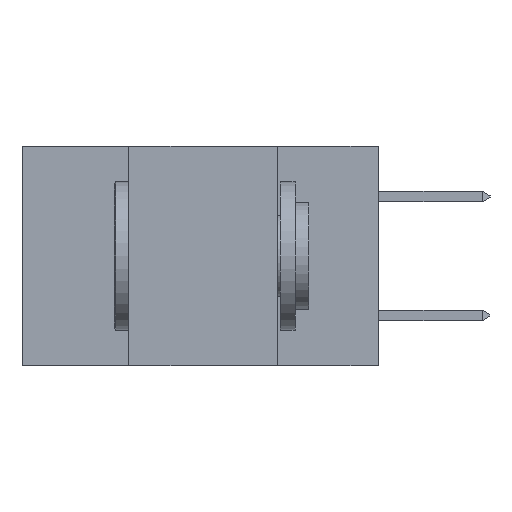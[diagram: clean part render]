
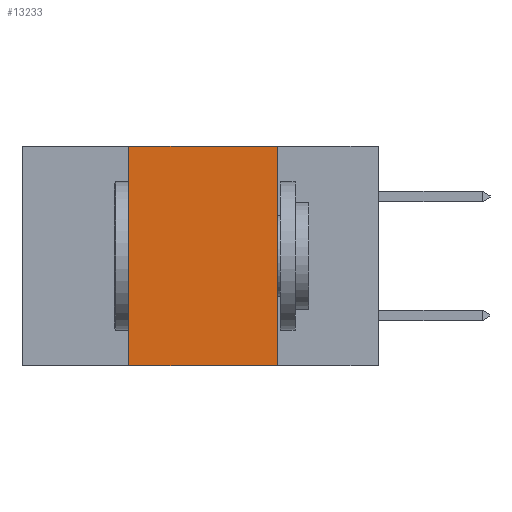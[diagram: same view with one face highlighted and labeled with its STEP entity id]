
A CAD part, left-side view. The second image highlights one B-rep face of the part: STEP entity #13233.
In plain terms, the highlighted planar face has unit normal (-1, 0, 0).
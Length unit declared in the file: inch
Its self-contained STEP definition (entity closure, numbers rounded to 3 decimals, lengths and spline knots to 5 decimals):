
#669 = CARTESIAN_POINT ( 'NONE',  ( 0., 0.17, -0.37 ) ) ;
#785 = DIRECTION ( 'NONE',  ( 0., 0., -1. ) ) ;
#2127 = DIRECTION ( 'NONE',  ( 0., -1., 0. ) ) ;
#3117 = CARTESIAN_POINT ( 'NONE',  ( 0., 0.42, -0.37 ) ) ;
#3641 = DIRECTION ( 'NONE',  ( 0., 0., -1. ) ) ;
#4591 = VERTEX_POINT ( 'NONE', #15014 ) ;
#5295 = LINE ( 'NONE', #14491, #12313 ) ;
#6622 = ORIENTED_EDGE ( 'NONE', *, *, #12980, .F. ) ;
#8299 = EDGE_CURVE ( 'NONE', #12223, #20142, #13645, .T. ) ;
#10915 = ORIENTED_EDGE ( 'NONE', *, *, #13311, .T. ) ;
#11423 = CARTESIAN_POINT ( 'NONE',  ( 0., 0.17, 0. ) ) ;
#11765 = EDGE_LOOP ( 'NONE', ( #14444, #6622, #22387, #10915 ) ) ;
#12223 = VERTEX_POINT ( 'NONE', #11423 ) ;
#12313 = VECTOR ( 'NONE', #14137, 39.37008 ) ;
#12980 = EDGE_CURVE ( 'NONE', #4591, #12223, #20184, .T. ) ;
#13233 = ADVANCED_FACE ( 'NONE', ( #16028 ), #19328, .F. ) ;
#13311 = EDGE_CURVE ( 'NONE', #18218, #20142, #5295, .T. ) ;
#13645 = LINE ( 'NONE', #669, #14852 ) ;
#14137 = DIRECTION ( 'NONE',  ( 0., -1., 0. ) ) ;
#14444 = ORIENTED_EDGE ( 'NONE', *, *, #8299, .F. ) ;
#14491 = CARTESIAN_POINT ( 'NONE',  ( 0., 0.6, -0.37 ) ) ;
#14545 = CARTESIAN_POINT ( 'NONE',  ( 0., 0.42, -0.37 ) ) ;
#14580 = VECTOR ( 'NONE', #2127, 39.37008 ) ;
#14852 = VECTOR ( 'NONE', #785, 39.37008 ) ;
#15014 = CARTESIAN_POINT ( 'NONE',  ( 0., 0.42, 0. ) ) ;
#15711 = AXIS2_PLACEMENT_3D ( 'NONE', #15797, #21217, #3641 ) ;
#15797 = CARTESIAN_POINT ( 'NONE',  ( 0., 0.6, 0. ) ) ;
#16028 = FACE_OUTER_BOUND ( 'NONE', #11765, .T. ) ;
#16532 = CARTESIAN_POINT ( 'NONE',  ( 0., 0.6, 0. ) ) ;
#17406 = DIRECTION ( 'NONE',  ( 0., 0., 1. ) ) ;
#18218 = VERTEX_POINT ( 'NONE', #14545 ) ;
#18416 = CARTESIAN_POINT ( 'NONE',  ( 0., 0.17, -0.37 ) ) ;
#19160 = LINE ( 'NONE', #3117, #19193 ) ;
#19193 = VECTOR ( 'NONE', #17406, 39.37008 ) ;
#19328 = PLANE ( 'NONE',  #15711 ) ;
#20142 = VERTEX_POINT ( 'NONE', #18416 ) ;
#20184 = LINE ( 'NONE', #16532, #14580 ) ;
#21217 = DIRECTION ( 'NONE',  ( 1., 0., 0. ) ) ;
#22387 = ORIENTED_EDGE ( 'NONE', *, *, #22672, .F. ) ;
#22672 = EDGE_CURVE ( 'NONE', #18218, #4591, #19160, .T. ) ;
